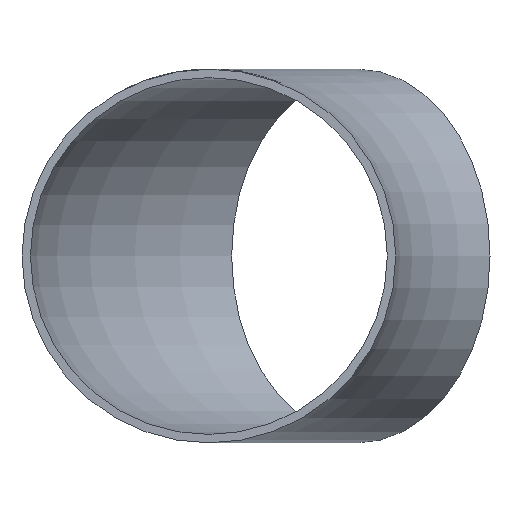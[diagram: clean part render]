
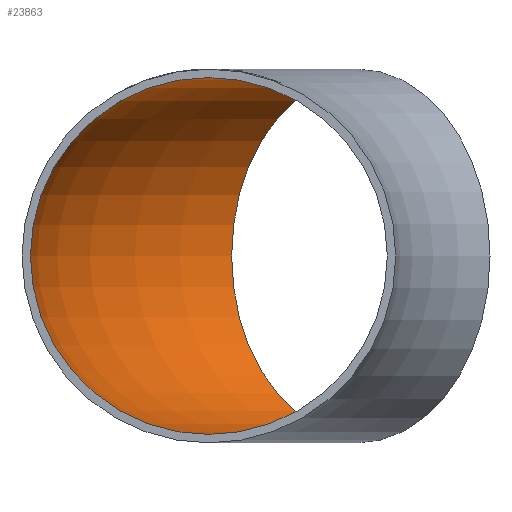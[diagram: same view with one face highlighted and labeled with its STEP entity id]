
A CAD part, front view. The second image highlights one B-rep face of the part: STEP entity #23863.
In plain terms, the highlighted toroidal (fillet/blend) face has major radius 181 mm and minor radius 63.5 mm.
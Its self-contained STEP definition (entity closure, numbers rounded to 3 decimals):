
#139 = DIRECTION ( 'NONE',  ( 0., 0., 1. ) ) ;
#555 = CIRCLE ( 'NONE', #7890, 63.5 ) ;
#722 = TOROIDAL_SURFACE ( 'NONE', #14286, 181., 63.5 ) ;
#1313 = CARTESIAN_POINT ( 'NONE',  ( -181., 0., 63.5 ) ) ;
#3635 = CARTESIAN_POINT ( 'NONE',  ( -127.986, 127.986, 0. ) ) ;
#3965 = EDGE_CURVE ( 'NONE', #17452, #17452, #19616, .T. ) ;
#4570 = ORIENTED_EDGE ( 'NONE', *, *, #10645, .T. ) ;
#4899 = AXIS2_PLACEMENT_3D ( 'NONE', #16182, #16749, #139 ) ;
#6878 = VERTEX_POINT ( 'NONE', #14294 ) ;
#7636 = DIRECTION ( 'NONE',  ( -0.707, 0.707, 0. ) ) ;
#7890 = AXIS2_PLACEMENT_3D ( 'NONE', #3635, #22215, #7636 ) ;
#9700 = FACE_OUTER_BOUND ( 'NONE', #10999, .T. ) ;
#9934 = DIRECTION ( 'NONE',  ( 0., 0., -1. ) ) ;
#10645 = EDGE_CURVE ( 'NONE', #6878, #6878, #555, .T. ) ;
#10999 = EDGE_LOOP ( 'NONE', ( #4570 ) ) ;
#11765 = CARTESIAN_POINT ( 'NONE',  ( 0., 0., 0. ) ) ;
#12483 = DIRECTION ( 'NONE',  ( -1., 0., 0. ) ) ;
#14286 = AXIS2_PLACEMENT_3D ( 'NONE', #11765, #9934, #12483 ) ;
#14294 = CARTESIAN_POINT ( 'NONE',  ( -172.888, 172.888, 0. ) ) ;
#16182 = CARTESIAN_POINT ( 'NONE',  ( -181., 0., 0. ) ) ;
#16749 = DIRECTION ( 'NONE',  ( 0., 1., 0. ) ) ;
#17452 = VERTEX_POINT ( 'NONE', #1313 ) ;
#18265 = EDGE_LOOP ( 'NONE', ( #21459 ) ) ;
#19616 = CIRCLE ( 'NONE', #4899, 63.5 ) ;
#21459 = ORIENTED_EDGE ( 'NONE', *, *, #3965, .F. ) ;
#22215 = DIRECTION ( 'NONE',  ( 0.707, 0.707, 0. ) ) ;
#22793 = FACE_OUTER_BOUND ( 'NONE', #18265, .T. ) ;
#23863 = ADVANCED_FACE ( 'NONE', ( #9700, #22793 ), #722, .F. ) ;
